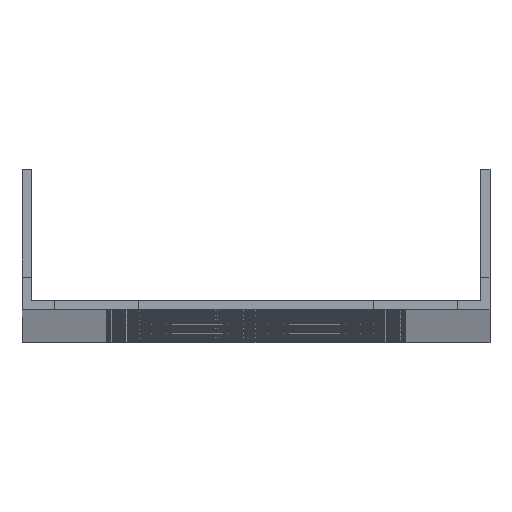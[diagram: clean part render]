
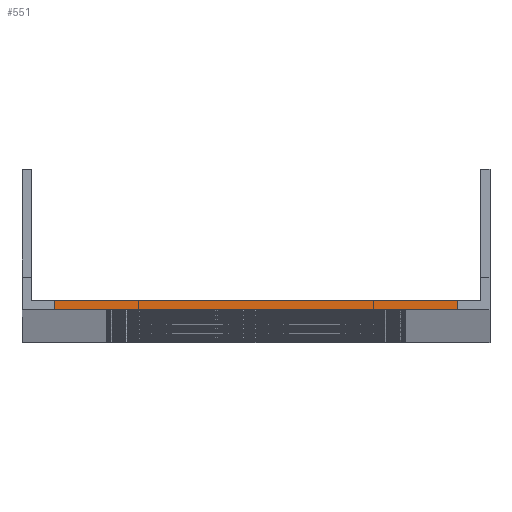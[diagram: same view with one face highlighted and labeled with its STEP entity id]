
A CAD part, top view. The second image highlights one B-rep face of the part: STEP entity #551.
In plain terms, the highlighted planar face has unit normal (0, 0, 1).
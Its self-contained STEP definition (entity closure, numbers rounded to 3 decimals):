
#424 = AXIS2_PLACEMENT_3D ( 'NONE', #10134, #3820, #26994 ) ;
#551 = ADVANCED_FACE ( 'NONE', ( #1880 ), #5756, .T. ) ;
#1880 = FACE_OUTER_BOUND ( 'NONE', #26915, .T. ) ;
#2724 = CARTESIAN_POINT ( 'NONE',  ( -21.5, 1., 2000. ) ) ;
#3509 = CARTESIAN_POINT ( 'NONE',  ( -21.5, 0., 2000. ) ) ;
#3820 = DIRECTION ( 'NONE',  ( 0., 0., 1. ) ) ;
#4027 = EDGE_CURVE ( 'NONE', #17655, #24076, #25601, .T. ) ;
#4214 = ORIENTED_EDGE ( 'NONE', *, *, #4027, .T. ) ;
#5293 = VECTOR ( 'NONE', #17038, 1000. ) ;
#5756 = PLANE ( 'NONE',  #424 ) ;
#6953 = VERTEX_POINT ( 'NONE', #11835 ) ;
#7951 = CARTESIAN_POINT ( 'NONE',  ( -21.5, 1., 2000. ) ) ;
#8836 = EDGE_CURVE ( 'NONE', #24076, #26035, #25171, .T. ) ;
#9669 = EDGE_CURVE ( 'NONE', #6953, #26035, #26428, .T. ) ;
#10134 = CARTESIAN_POINT ( 'NONE',  ( 24., 3.5, 2000. ) ) ;
#11835 = CARTESIAN_POINT ( 'NONE',  ( 21.5, 0., 2000. ) ) ;
#12541 = CARTESIAN_POINT ( 'NONE',  ( 21.5, 0., 2000. ) ) ;
#13456 = LINE ( 'NONE', #12541, #19023 ) ;
#15349 = EDGE_CURVE ( 'NONE', #6953, #17655, #13456, .T. ) ;
#16947 = CARTESIAN_POINT ( 'NONE',  ( -25., 1., 2000. ) ) ;
#17038 = DIRECTION ( 'NONE',  ( -1., 0., 0. ) ) ;
#17397 = CARTESIAN_POINT ( 'NONE',  ( -25., 0., 2000. ) ) ;
#17655 = VERTEX_POINT ( 'NONE', #25843 ) ;
#19023 = VECTOR ( 'NONE', #27198, 1000. ) ;
#19438 = ORIENTED_EDGE ( 'NONE', *, *, #8836, .T. ) ;
#20877 = VECTOR ( 'NONE', #21609, 1000. ) ;
#21609 = DIRECTION ( 'NONE',  ( -1., 0., 0. ) ) ;
#22599 = DIRECTION ( 'NONE',  ( 0., -1., 0. ) ) ;
#22735 = ORIENTED_EDGE ( 'NONE', *, *, #15349, .T. ) ;
#23265 = ORIENTED_EDGE ( 'NONE', *, *, #9669, .F. ) ;
#24076 = VERTEX_POINT ( 'NONE', #2724 ) ;
#25171 = LINE ( 'NONE', #7951, #25847 ) ;
#25601 = LINE ( 'NONE', #16947, #5293 ) ;
#25843 = CARTESIAN_POINT ( 'NONE',  ( 21.5, 1., 2000. ) ) ;
#25847 = VECTOR ( 'NONE', #22599, 1000. ) ;
#26035 = VERTEX_POINT ( 'NONE', #3509 ) ;
#26428 = LINE ( 'NONE', #17397, #20877 ) ;
#26915 = EDGE_LOOP ( 'NONE', ( #23265, #22735, #4214, #19438 ) ) ;
#26994 = DIRECTION ( 'NONE',  ( 1., 0., 0. ) ) ;
#27198 = DIRECTION ( 'NONE',  ( 0., 1., 0. ) ) ;
